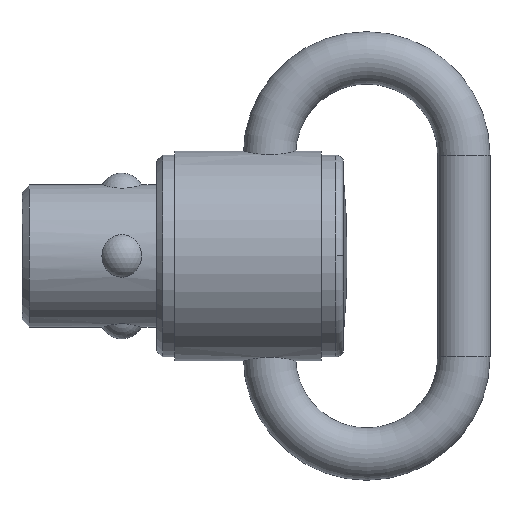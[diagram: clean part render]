
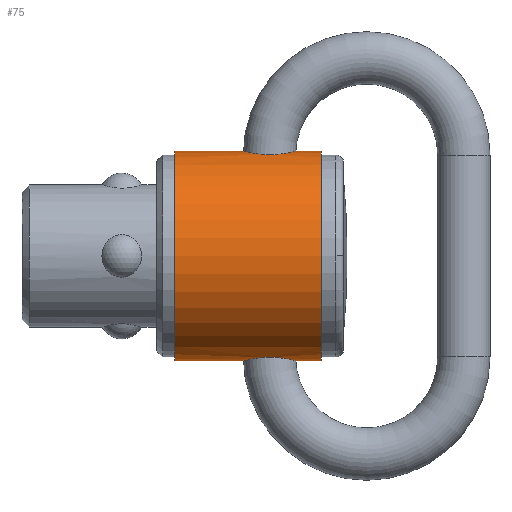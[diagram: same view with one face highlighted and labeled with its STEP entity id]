
A CAD part, top view. The second image highlights one B-rep face of the part: STEP entity #75.
In plain terms, the highlighted cylindrical face has radius 7 mm (diameter 14 mm), a partial arc.
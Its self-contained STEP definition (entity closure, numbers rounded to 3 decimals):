
#75=ADVANCED_FACE('',(#172),#173,.T.);
#172=FACE_OUTER_BOUND('',#294,.T.);
#173=CYLINDRICAL_SURFACE('',#295,7.0);
#294=EDGE_LOOP('',(#449,#450,#451,#452,#453,#454,#455,#456,#457,#458));
#295=AXIS2_PLACEMENT_3D('',#459,#460,#461);
#449=ORIENTED_EDGE('',*,*,#727,.F.);
#450=ORIENTED_EDGE('',*,*,#728,.T.);
#451=ORIENTED_EDGE('',*,*,#729,.F.);
#452=ORIENTED_EDGE('',*,*,#730,.T.);
#453=ORIENTED_EDGE('',*,*,#731,.T.);
#454=ORIENTED_EDGE('',*,*,#732,.F.);
#455=ORIENTED_EDGE('',*,*,#733,.F.);
#456=ORIENTED_EDGE('',*,*,#734,.F.);
#457=ORIENTED_EDGE('',*,*,#735,.T.);
#458=ORIENTED_EDGE('',*,*,#736,.T.);
#459=CARTESIAN_POINT('',(15.1,0.0,0.0));
#460=DIRECTION('',(1.0,0.0,0.0));
#461=DIRECTION('',(0.0,1.0,0.0));
#727=EDGE_CURVE('',#874,#875,#876,.T.);
#728=EDGE_CURVE('',#874,#877,#878,.T.);
#729=EDGE_CURVE('',#879,#877,#880,.T.);
#730=EDGE_CURVE('',#879,#881,#882,.T.);
#731=EDGE_CURVE('',#881,#883,#884,.T.);
#732=EDGE_CURVE('',#885,#883,#886,.T.);
#733=EDGE_CURVE('',#887,#885,#888,.T.);
#734=EDGE_CURVE('',#889,#887,#890,.T.);
#735=EDGE_CURVE('',#889,#891,#892,.T.);
#736=EDGE_CURVE('',#891,#875,#893,.T.);
#874=VERTEX_POINT('',#1155);
#875=VERTEX_POINT('',#1156);
#876=LINE('',#1157,#1158);
#877=VERTEX_POINT('',#1159);
#878=CIRCLE('',#1160,7.0);
#879=VERTEX_POINT('',#1161);
#880=LINE('',#1162,#1163);
#881=VERTEX_POINT('',#1164);
#882=B_SPLINE_CURVE_WITH_KNOTS('',3,(#1165,#1166,#1167,#1168,#1169,#1170,#1171,#1172,#1173,#1174,#1175,#1176,#1177,#1178,#1179,#1180,#1181,#1182),.UNSPECIFIED.,.F.,.F.,(4,2,2,2,2,2,2,2,4),(7.993,8.326,8.659,8.992,9.325,9.658,9.991,10.324,10.657),.UNSPECIFIED.);
#883=VERTEX_POINT('',#1183);
#884=B_SPLINE_CURVE_WITH_KNOTS('',3,(#1184,#1185,#1186,#1187,#1188,#1189,#1190,#1191,#1192,#1193,#1194,#1195,#1196,#1197,#1198,#1199,#1200,#1201),.UNSPECIFIED.,.F.,.F.,(4,2,2,2,2,2,2,2,4),(0.0,0.333,0.666,0.999,1.332,1.665,1.998,2.331,2.664),.UNSPECIFIED.);
#885=VERTEX_POINT('',#1202);
#886=LINE('',#1203,#1204);
#887=VERTEX_POINT('',#1205);
#888=CIRCLE('',#1206,7.0);
#889=VERTEX_POINT('',#1207);
#890=LINE('',#1208,#1209);
#891=VERTEX_POINT('',#1210);
#892=B_SPLINE_CURVE_WITH_KNOTS('',3,(#1211,#1212,#1213,#1214,#1215,#1216,#1217,#1218,#1219,#1220,#1221,#1222,#1223,#1224,#1225,#1226,#1227,#1228),.UNSPECIFIED.,.F.,.F.,(4,2,2,2,2,2,2,2,4),(7.993,8.326,8.659,8.992,9.325,9.658,9.991,10.324,10.657),.UNSPECIFIED.);
#893=B_SPLINE_CURVE_WITH_KNOTS('',3,(#1229,#1230,#1231,#1232,#1233,#1234,#1235,#1236,#1237,#1238,#1239,#1240,#1241,#1242,#1243,#1244,#1245,#1246),.UNSPECIFIED.,.F.,.F.,(4,2,2,2,2,2,2,2,4),(0.0,0.333,0.666,0.999,1.332,1.665,1.998,2.331,2.664),.UNSPECIFIED.);
#1155=CARTESIAN_POINT('',(10.2,7.0,0.0));
#1156=CARTESIAN_POINT('',(14.79,7.0,0.));
#1157=CARTESIAN_POINT('',(15.1,7.0,0.));
#1158=VECTOR('',#1558,1.0);
#1159=CARTESIAN_POINT('',(10.2,-7.0,0.));
#1160=AXIS2_PLACEMENT_3D('',#1559,#1560,#1561);
#1161=CARTESIAN_POINT('',(14.79,-7.0,0.));
#1162=CARTESIAN_POINT('',(15.1,-7.0,0.));
#1163=VECTOR('',#1562,1.0);
#1164=CARTESIAN_POINT('',(16.55,-6.775,1.76));
#1165=CARTESIAN_POINT('',(14.79,-7.0,0.));
#1166=CARTESIAN_POINT('',(14.79,-7.0,0.111));
#1167=CARTESIAN_POINT('',(14.801,-6.997,0.226));
#1168=CARTESIAN_POINT('',(14.845,-6.986,0.453));
#1169=CARTESIAN_POINT('',(14.88,-6.978,0.567));
#1170=CARTESIAN_POINT('',(14.969,-6.957,0.783));
#1171=CARTESIAN_POINT('',(15.025,-6.944,0.887));
#1172=CARTESIAN_POINT('',(15.154,-6.917,1.079));
#1173=CARTESIAN_POINT('',(15.228,-6.903,1.167));
#1174=CARTESIAN_POINT('',(15.383,-6.874,1.322));
#1175=CARTESIAN_POINT('',(15.471,-6.86,1.396));
#1176=CARTESIAN_POINT('',(15.663,-6.832,1.525));
#1177=CARTESIAN_POINT('',(15.767,-6.819,1.581));
#1178=CARTESIAN_POINT('',(15.983,-6.798,1.67));
#1179=CARTESIAN_POINT('',(16.097,-6.789,1.705));
#1180=CARTESIAN_POINT('',(16.324,-6.778,1.749));
#1181=CARTESIAN_POINT('',(16.439,-6.775,1.76));
#1182=CARTESIAN_POINT('',(16.55,-6.775,1.76));
#1183=CARTESIAN_POINT('',(18.31,-7.0,0.));
#1184=CARTESIAN_POINT('',(16.55,-6.775,1.76));
#1185=CARTESIAN_POINT('',(16.661,-6.775,1.76));
#1186=CARTESIAN_POINT('',(16.776,-6.778,1.749));
#1187=CARTESIAN_POINT('',(17.003,-6.789,1.705));
#1188=CARTESIAN_POINT('',(17.117,-6.798,1.67));
#1189=CARTESIAN_POINT('',(17.333,-6.819,1.581));
#1190=CARTESIAN_POINT('',(17.437,-6.832,1.525));
#1191=CARTESIAN_POINT('',(17.629,-6.86,1.396));
#1192=CARTESIAN_POINT('',(17.717,-6.874,1.322));
#1193=CARTESIAN_POINT('',(17.872,-6.903,1.167));
#1194=CARTESIAN_POINT('',(17.946,-6.917,1.079));
#1195=CARTESIAN_POINT('',(18.075,-6.944,0.887));
#1196=CARTESIAN_POINT('',(18.131,-6.957,0.783));
#1197=CARTESIAN_POINT('',(18.22,-6.978,0.567));
#1198=CARTESIAN_POINT('',(18.255,-6.986,0.453));
#1199=CARTESIAN_POINT('',(18.299,-6.997,0.226));
#1200=CARTESIAN_POINT('',(18.31,-7.0,0.111));
#1201=CARTESIAN_POINT('',(18.31,-7.0,0.));
#1202=CARTESIAN_POINT('',(20.0,-7.0,0.));
#1203=CARTESIAN_POINT('',(15.1,-7.0,0.));
#1204=VECTOR('',#1563,1.0);
#1205=CARTESIAN_POINT('',(20.0,7.0,0.0));
#1206=AXIS2_PLACEMENT_3D('',#1564,#1565,#1566);
#1207=CARTESIAN_POINT('',(18.31,7.0,0.));
#1208=CARTESIAN_POINT('',(15.1,7.0,0.));
#1209=VECTOR('',#1567,1.0);
#1210=CARTESIAN_POINT('',(16.55,6.775,1.76));
#1211=CARTESIAN_POINT('',(18.31,7.0,0.));
#1212=CARTESIAN_POINT('',(18.31,7.0,0.111));
#1213=CARTESIAN_POINT('',(18.299,6.997,0.226));
#1214=CARTESIAN_POINT('',(18.255,6.986,0.453));
#1215=CARTESIAN_POINT('',(18.22,6.978,0.567));
#1216=CARTESIAN_POINT('',(18.131,6.957,0.783));
#1217=CARTESIAN_POINT('',(18.075,6.944,0.887));
#1218=CARTESIAN_POINT('',(17.946,6.917,1.079));
#1219=CARTESIAN_POINT('',(17.872,6.903,1.167));
#1220=CARTESIAN_POINT('',(17.717,6.874,1.322));
#1221=CARTESIAN_POINT('',(17.629,6.86,1.396));
#1222=CARTESIAN_POINT('',(17.437,6.832,1.525));
#1223=CARTESIAN_POINT('',(17.333,6.819,1.581));
#1224=CARTESIAN_POINT('',(17.117,6.798,1.67));
#1225=CARTESIAN_POINT('',(17.003,6.789,1.705));
#1226=CARTESIAN_POINT('',(16.776,6.778,1.749));
#1227=CARTESIAN_POINT('',(16.661,6.775,1.76));
#1228=CARTESIAN_POINT('',(16.55,6.775,1.76));
#1229=CARTESIAN_POINT('',(16.55,6.775,1.76));
#1230=CARTESIAN_POINT('',(16.439,6.775,1.76));
#1231=CARTESIAN_POINT('',(16.324,6.778,1.749));
#1232=CARTESIAN_POINT('',(16.097,6.789,1.705));
#1233=CARTESIAN_POINT('',(15.983,6.798,1.67));
#1234=CARTESIAN_POINT('',(15.767,6.819,1.581));
#1235=CARTESIAN_POINT('',(15.663,6.832,1.525));
#1236=CARTESIAN_POINT('',(15.471,6.86,1.396));
#1237=CARTESIAN_POINT('',(15.383,6.874,1.322));
#1238=CARTESIAN_POINT('',(15.228,6.903,1.167));
#1239=CARTESIAN_POINT('',(15.154,6.917,1.079));
#1240=CARTESIAN_POINT('',(15.025,6.944,0.887));
#1241=CARTESIAN_POINT('',(14.969,6.957,0.783));
#1242=CARTESIAN_POINT('',(14.88,6.978,0.567));
#1243=CARTESIAN_POINT('',(14.845,6.986,0.453));
#1244=CARTESIAN_POINT('',(14.801,6.997,0.226));
#1245=CARTESIAN_POINT('',(14.79,7.0,0.111));
#1246=CARTESIAN_POINT('',(14.79,7.0,0.));
#1558=DIRECTION('',(1.0,0.0,0.0));
#1559=CARTESIAN_POINT('',(10.2,0.0,0.0));
#1560=DIRECTION('',(1.0,0.0,0.0));
#1561=DIRECTION('',(0.0,1.0,0.0));
#1562=DIRECTION('',(-1.0,-0.0,-0.0));
#1563=DIRECTION('',(-1.0,-0.0,-0.0));
#1564=CARTESIAN_POINT('',(20.0,0.0,0.0));
#1565=DIRECTION('',(1.0,0.0,0.0));
#1566=DIRECTION('',(0.0,1.0,0.0));
#1567=DIRECTION('',(1.0,0.0,0.0));
